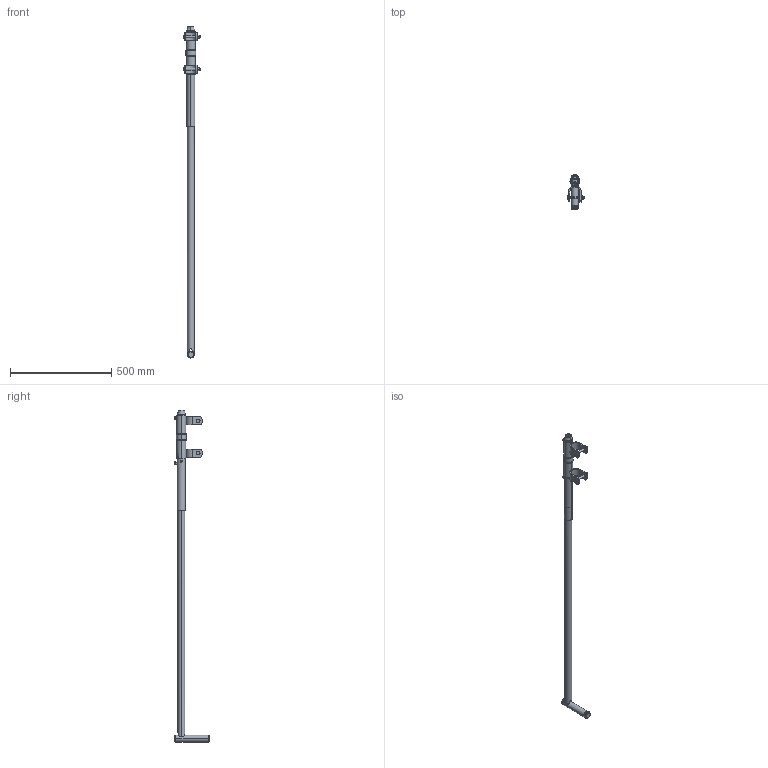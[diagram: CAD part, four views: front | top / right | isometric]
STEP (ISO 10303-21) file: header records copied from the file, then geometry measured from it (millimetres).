
FILE_DESCRIPTION (( 'STEP AP214' ), '1' );
FILE_NAME ('0529180000.STEP', '2024-07-11T09:04:53', ( '' ), ( '' ), 'SwSTEP 2.0', 'SolidWorks 2022', '' );
FILE_SCHEMA (( 'AUTOMOTIVE_DESIGN' ));
Length unit declared in the file: millimetre
Products named in the file (1): 0529180000
Bounding box: 86.4 x 171.45 x 1635.68 mm (x, y, z)
Volume: 670820.2 mm3; surface area: 495484.8 mm2
Topology: 16 solids, 16 shells, 363 faces, 814 edges, 486 vertices
Faces by surface type: plane 121, cylinder 110, cone 104, torus 28
Entity records: 15804 total; most frequent: CARTESIAN_POINT 3638, DIRECTION 1698, ORIENTED_EDGE 1604, EDGE_CURVE 802, AXIS2_PLACEMENT_3D 696, VERTEX_POINT 486, EDGE_LOOP 414, UNCERTAINTY_MEASURE_WITH_UNIT 381
